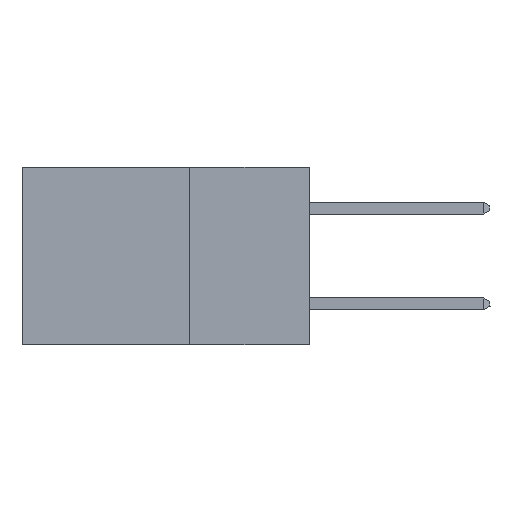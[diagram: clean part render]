
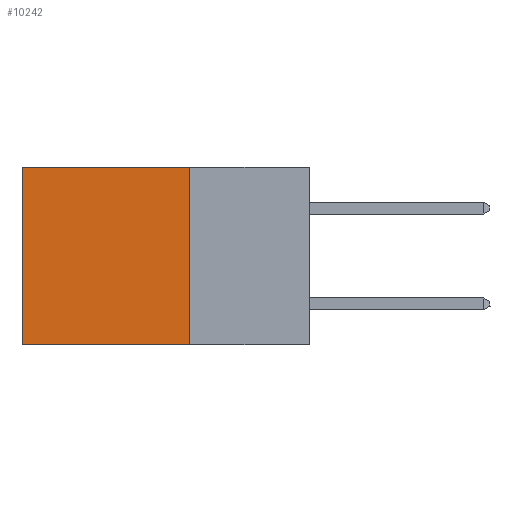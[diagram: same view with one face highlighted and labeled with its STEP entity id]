
A CAD part, left-side view. The second image highlights one B-rep face of the part: STEP entity #10242.
In plain terms, the highlighted planar face has unit normal (-1, 0, 0).
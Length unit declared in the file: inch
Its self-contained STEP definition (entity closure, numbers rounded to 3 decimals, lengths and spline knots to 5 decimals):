
#837 = DIRECTION ( 'NONE',  ( 0., 0., -1. ) ) ;
#933 = ORIENTED_EDGE ( 'NONE', *, *, #18928, .T. ) ;
#1719 = EDGE_CURVE ( 'NONE', #15907, #11991, #13056, .T. ) ;
#1875 = ORIENTED_EDGE ( 'NONE', *, *, #22111, .F. ) ;
#2369 = EDGE_LOOP ( 'NONE', ( #7368, #6189, #1875, #933 ) ) ;
#2621 = CARTESIAN_POINT ( 'NONE',  ( 0.2875, 0.6, 0. ) ) ;
#4369 = CARTESIAN_POINT ( 'NONE',  ( 0.2875, 0.25, 0. ) ) ;
#5575 = CARTESIAN_POINT ( 'NONE',  ( 0.2875, 0.6, 0. ) ) ;
#5933 = CARTESIAN_POINT ( 'NONE',  ( 0.2875, 0.25, 0. ) ) ;
#6017 = CARTESIAN_POINT ( 'NONE',  ( 0.2875, 0.25, 0. ) ) ;
#6189 = ORIENTED_EDGE ( 'NONE', *, *, #1719, .F. ) ;
#6602 = LINE ( 'NONE', #15566, #7525 ) ;
#6814 = CARTESIAN_POINT ( 'NONE',  ( 0.2875, 0.25, -0.37 ) ) ;
#7087 = VERTEX_POINT ( 'NONE', #5575 ) ;
#7368 = ORIENTED_EDGE ( 'NONE', *, *, #18494, .T. ) ;
#7525 = VECTOR ( 'NONE', #24969, 39.37008 ) ;
#8057 = DIRECTION ( 'NONE',  ( 0., 1., 0. ) ) ;
#8267 = DIRECTION ( 'NONE',  ( 1., 0., 0. ) ) ;
#8471 = LINE ( 'NONE', #5933, #11760 ) ;
#9955 = PLANE ( 'NONE',  #24500 ) ;
#10242 = ADVANCED_FACE ( 'NONE', ( #20683 ), #9955, .F. ) ;
#11760 = VECTOR ( 'NONE', #8057, 39.37008 ) ;
#11991 = VERTEX_POINT ( 'NONE', #12861 ) ;
#12861 = CARTESIAN_POINT ( 'NONE',  ( 0.2875, 0.6, -0.37 ) ) ;
#13056 = LINE ( 'NONE', #6814, #20970 ) ;
#14543 = DIRECTION ( 'NONE',  ( 0., 1., 0. ) ) ;
#15566 = CARTESIAN_POINT ( 'NONE',  ( 0.2875, 0.25, 0. ) ) ;
#15907 = VERTEX_POINT ( 'NONE', #23472 ) ;
#18494 = EDGE_CURVE ( 'NONE', #7087, #11991, #19086, .T. ) ;
#18928 = EDGE_CURVE ( 'NONE', #20877, #7087, #8471, .T. ) ;
#19086 = LINE ( 'NONE', #2621, #19668 ) ;
#19611 = DIRECTION ( 'NONE',  ( 0., 0., -1. ) ) ;
#19668 = VECTOR ( 'NONE', #837, 39.37008 ) ;
#20683 = FACE_OUTER_BOUND ( 'NONE', #2369, .T. ) ;
#20877 = VERTEX_POINT ( 'NONE', #6017 ) ;
#20970 = VECTOR ( 'NONE', #14543, 39.37008 ) ;
#22111 = EDGE_CURVE ( 'NONE', #20877, #15907, #6602, .T. ) ;
#23472 = CARTESIAN_POINT ( 'NONE',  ( 0.2875, 0.25, -0.37 ) ) ;
#24500 = AXIS2_PLACEMENT_3D ( 'NONE', #4369, #8267, #19611 ) ;
#24969 = DIRECTION ( 'NONE',  ( 0., 0., -1. ) ) ;
